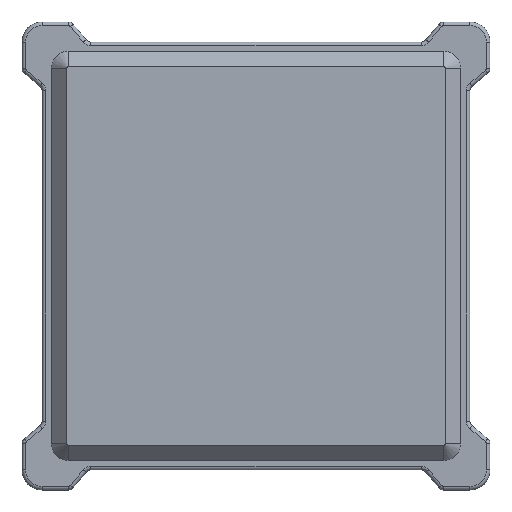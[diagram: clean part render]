
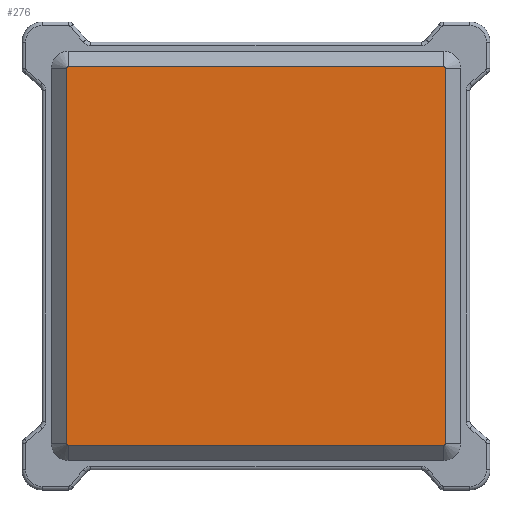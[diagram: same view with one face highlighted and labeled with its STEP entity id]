
A CAD part, top view. The second image highlights one B-rep face of the part: STEP entity #276.
In plain terms, the highlighted planar face has unit normal (0, 0, 1).
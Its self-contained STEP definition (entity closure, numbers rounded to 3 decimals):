
#117 = VERTEX_POINT('',#118);
#118 = CARTESIAN_POINT('',(-30.73,30.5,6.));
#126 = VERTEX_POINT('',#127);
#127 = CARTESIAN_POINT('',(-30.73,-30.5,6.));
#133 = EDGE_CURVE('',#117,#126,#134,.T.);
#134 = LINE('',#135,#136);
#135 = CARTESIAN_POINT('',(-30.73,30.5,6.));
#136 = VECTOR('',#137,1.);
#137 = DIRECTION('',(0.,-1.,0.));
#256 = VERTEX_POINT('',#257);
#257 = CARTESIAN_POINT('',(-30.5,30.73,6.));
#265 = EDGE_CURVE('',#256,#117,#266,.T.);
#266 = CIRCLE('',#267,0.23);
#267 = AXIS2_PLACEMENT_3D('',#268,#269,#270);
#268 = CARTESIAN_POINT('',(-30.5,30.5,6.));
#269 = DIRECTION('',(0.,0.,1.));
#270 = DIRECTION('',(0.,1.,0.));
#276 = ADVANCED_FACE('',(#277),#330,.T.);
#277 = FACE_BOUND('',#278,.T.);
#278 = EDGE_LOOP('',(#279,#289,#298,#304,#305,#306,#315,#323));
#279 = ORIENTED_EDGE('',*,*,#280,.T.);
#280 = EDGE_CURVE('',#281,#283,#285,.T.);
#281 = VERTEX_POINT('',#282);
#282 = CARTESIAN_POINT('',(30.73,-30.5,6.));
#283 = VERTEX_POINT('',#284);
#284 = CARTESIAN_POINT('',(30.73,30.5,6.));
#285 = LINE('',#286,#287);
#286 = CARTESIAN_POINT('',(30.73,-30.5,6.));
#287 = VECTOR('',#288,1.);
#288 = DIRECTION('',(0.,1.,0.));
#289 = ORIENTED_EDGE('',*,*,#290,.T.);
#290 = EDGE_CURVE('',#283,#291,#293,.T.);
#291 = VERTEX_POINT('',#292);
#292 = CARTESIAN_POINT('',(30.5,30.73,6.));
#293 = CIRCLE('',#294,0.23);
#294 = AXIS2_PLACEMENT_3D('',#295,#296,#297);
#295 = CARTESIAN_POINT('',(30.5,30.5,6.));
#296 = DIRECTION('',(0.,-0.,1.));
#297 = DIRECTION('',(1.,0.,0.));
#298 = ORIENTED_EDGE('',*,*,#299,.T.);
#299 = EDGE_CURVE('',#291,#256,#300,.T.);
#300 = LINE('',#301,#302);
#301 = CARTESIAN_POINT('',(30.5,30.73,6.));
#302 = VECTOR('',#303,1.);
#303 = DIRECTION('',(-1.,0.,0.));
#304 = ORIENTED_EDGE('',*,*,#265,.T.);
#305 = ORIENTED_EDGE('',*,*,#133,.T.);
#306 = ORIENTED_EDGE('',*,*,#307,.T.);
#307 = EDGE_CURVE('',#126,#308,#310,.T.);
#308 = VERTEX_POINT('',#309);
#309 = CARTESIAN_POINT('',(-30.5,-30.73,6.));
#310 = CIRCLE('',#311,0.23);
#311 = AXIS2_PLACEMENT_3D('',#312,#313,#314);
#312 = CARTESIAN_POINT('',(-30.5,-30.5,6.));
#313 = DIRECTION('',(0.,0.,1.));
#314 = DIRECTION('',(-1.,0.,0.));
#315 = ORIENTED_EDGE('',*,*,#316,.T.);
#316 = EDGE_CURVE('',#308,#317,#319,.T.);
#317 = VERTEX_POINT('',#318);
#318 = CARTESIAN_POINT('',(30.5,-30.73,6.));
#319 = LINE('',#320,#321);
#320 = CARTESIAN_POINT('',(-30.5,-30.73,6.));
#321 = VECTOR('',#322,1.);
#322 = DIRECTION('',(1.,0.,0.));
#323 = ORIENTED_EDGE('',*,*,#324,.T.);
#324 = EDGE_CURVE('',#317,#281,#325,.T.);
#325 = CIRCLE('',#326,0.23);
#326 = AXIS2_PLACEMENT_3D('',#327,#328,#329);
#327 = CARTESIAN_POINT('',(30.5,-30.5,6.));
#328 = DIRECTION('',(-0.,0.,1.));
#329 = DIRECTION('',(0.,-1.,0.));
#330 = PLANE('',#331);
#331 = AXIS2_PLACEMENT_3D('',#332,#333,#334);
#332 = CARTESIAN_POINT('',(0.,0.,6.));
#333 = DIRECTION('',(0.,0.,1.));
#334 = DIRECTION('',(1.,0.,0.));
